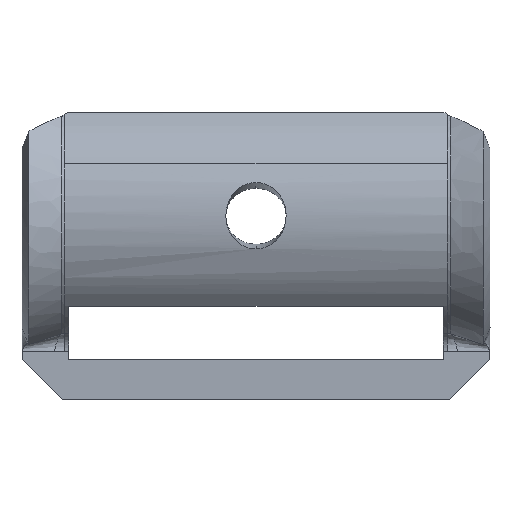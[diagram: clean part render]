
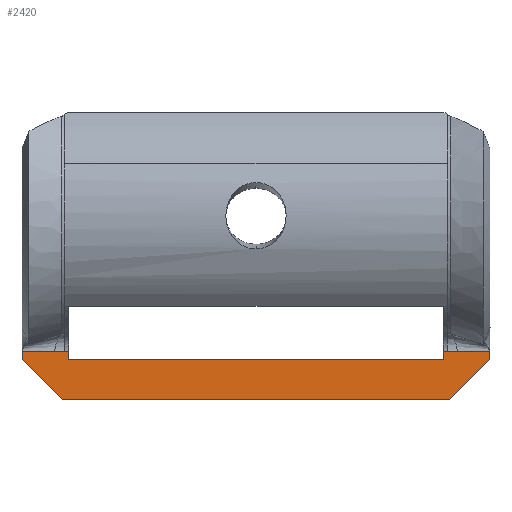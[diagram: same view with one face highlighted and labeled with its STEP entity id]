
A CAD part, front view. The second image highlights one B-rep face of the part: STEP entity #2420.
In plain terms, the highlighted planar face has unit normal (0, -1, 0).
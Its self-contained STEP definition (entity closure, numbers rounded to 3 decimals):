
#64 = CARTESIAN_POINT ( 'NONE',  ( -14.5, -1.5, 0. ) ) ;
#95 = VECTOR ( 'NONE', #980, 1000. ) ;
#171 = CARTESIAN_POINT ( 'NONE',  ( 14., -1.5, 3. ) ) ;
#172 = VERTEX_POINT ( 'NONE', #3004 ) ;
#189 = CARTESIAN_POINT ( 'NONE',  ( 14., -1.5, 3. ) ) ;
#228 = LINE ( 'NONE', #1280, #3220 ) ;
#236 = ORIENTED_EDGE ( 'NONE', *, *, #1269, .T. ) ;
#334 = CARTESIAN_POINT ( 'NONE',  ( 14.876, -1.5, 3.603 ) ) ;
#388 = CARTESIAN_POINT ( 'NONE',  ( 14.31, -1.5, 0. ) ) ;
#413 = CARTESIAN_POINT ( 'NONE',  ( 14., -1.5, 3. ) ) ;
#469 = DIRECTION ( 'NONE',  ( -1., 0., 0. ) ) ;
#476 = EDGE_CURVE ( 'NONE', #1043, #1734, #2841, .T. ) ;
#488 = ORIENTED_EDGE ( 'NONE', *, *, #2996, .F. ) ;
#509 = CARTESIAN_POINT ( 'NONE',  ( -0.095, -1.5, -14.405 ) ) ;
#539 = DIRECTION ( 'NONE',  ( 1., 0., 0. ) ) ;
#543 = DIRECTION ( 'NONE',  ( -1., 0., 0. ) ) ;
#545 = DIRECTION ( 'NONE',  ( 0., -1., 0. ) ) ;
#578 = EDGE_CURVE ( 'NONE', #3165, #1776, #1879, .T. ) ;
#606 = CARTESIAN_POINT ( 'NONE',  ( 14.5, -1.5, 0. ) ) ;
#648 = VERTEX_POINT ( 'NONE', #750 ) ;
#649 = CARTESIAN_POINT ( 'NONE',  ( -14.31, -1.5, 3.603 ) ) ;
#657 = CARTESIAN_POINT ( 'NONE',  ( 14.999, -1.5, 3.603 ) ) ;
#669 = EDGE_CURVE ( 'NONE', #1043, #3272, #2128, .T. ) ;
#677 = VECTOR ( 'NONE', #469, 1000. ) ;
#688 = ORIENTED_EDGE ( 'NONE', *, *, #1992, .T. ) ;
#698 = DIRECTION ( 'NONE',  ( -1., 0., 0. ) ) ;
#700 = VERTEX_POINT ( 'NONE', #3283 ) ;
#733 = ORIENTED_EDGE ( 'NONE', *, *, #1707, .T. ) ;
#746 = DIRECTION ( 'NONE',  ( 0., 0., -1. ) ) ;
#750 = CARTESIAN_POINT ( 'NONE',  ( -15.094, -1.5, 3.603 ) ) ;
#800 = CARTESIAN_POINT ( 'NONE',  ( 14.405, -1.5, -0.095 ) ) ;
#811 = CARTESIAN_POINT ( 'NONE',  ( 17.5, -1.5, 3. ) ) ;
#816 = LINE ( 'NONE', #2182, #3159 ) ;
#820 = CARTESIAN_POINT ( 'NONE',  ( 14.31, -1.5, 3.603 ) ) ;
#941 = ORIENTED_EDGE ( 'NONE', *, *, #1008, .F. ) ;
#966 = DIRECTION ( 'NONE',  ( 1., 0., 0. ) ) ;
#980 = DIRECTION ( 'NONE',  ( -1., 0., 0. ) ) ;
#1008 = EDGE_CURVE ( 'NONE', #3165, #2117, #2025, .T. ) ;
#1043 = VERTEX_POINT ( 'NONE', #606 ) ;
#1053 = EDGE_CURVE ( 'NONE', #700, #1905, #2945, .T. ) ;
#1056 = DIRECTION ( 'NONE',  ( 0.707, 0., -0.707 ) ) ;
#1106 = PLANE ( 'NONE',  #2694 ) ;
#1138 = LINE ( 'NONE', #820, #1689 ) ;
#1185 = CARTESIAN_POINT ( 'NONE',  ( -14., -1.5, 3. ) ) ;
#1191 = ORIENTED_EDGE ( 'NONE', *, *, #578, .T. ) ;
#1201 = CARTESIAN_POINT ( 'NONE',  ( 14.31, -1.5, 3.603 ) ) ;
#1269 = EDGE_CURVE ( 'NONE', #3437, #2117, #1587, .T. ) ;
#1280 = CARTESIAN_POINT ( 'NONE',  ( 17.5, -1.5, 0. ) ) ;
#1301 = CARTESIAN_POINT ( 'NONE',  ( 14.31, -1.5, 3.603 ) ) ;
#1319 = ORIENTED_EDGE ( 'NONE', *, *, #1053, .F. ) ;
#1356 = EDGE_CURVE ( 'NONE', #2620, #1734, #2078, .T. ) ;
#1384 = CARTESIAN_POINT ( 'NONE',  ( -17.5, -1.5, 0. ) ) ;
#1423 = VECTOR ( 'NONE', #698, 1000. ) ;
#1424 = VECTOR ( 'NONE', #3182, 1000. ) ;
#1432 = CARTESIAN_POINT ( 'NONE',  ( 15.094, -1.5, 3.603 ) ) ;
#1587 = LINE ( 'NONE', #189, #1423 ) ;
#1654 = ORIENTED_EDGE ( 'NONE', *, *, #1356, .T. ) ;
#1665 = DIRECTION ( 'NONE',  ( 0., 0., -1. ) ) ;
#1689 = VECTOR ( 'NONE', #543, 1000. ) ;
#1707 = EDGE_CURVE ( 'NONE', #700, #172, #1138, .T. ) ;
#1734 = VERTEX_POINT ( 'NONE', #64 ) ;
#1776 = VERTEX_POINT ( 'NONE', #649 ) ;
#1820 = VECTOR ( 'NONE', #2993, 1000. ) ;
#1827 = CARTESIAN_POINT ( 'NONE',  ( -17.5, -1.5, 3.603 ) ) ;
#1842 = CARTESIAN_POINT ( 'NONE',  ( 15.094, -1.5, 3.603 ) ) ;
#1843 = ORIENTED_EDGE ( 'NONE', *, *, #669, .T. ) ;
#1870 = FACE_OUTER_BOUND ( 'NONE', #3251, .T. ) ;
#1879 = LINE ( 'NONE', #1301, #677 ) ;
#1905 = VERTEX_POINT ( 'NONE', #1842 ) ;
#1992 = EDGE_CURVE ( 'NONE', #172, #3437, #2604, .T. ) ;
#2006 = CARTESIAN_POINT ( 'NONE',  ( 14.638, -1.5, 3.603 ) ) ;
#2020 = CARTESIAN_POINT ( 'NONE',  ( -14.31, -1.5, 3.603 ) ) ;
#2025 = LINE ( 'NONE', #1185, #2502 ) ;
#2078 = LINE ( 'NONE', #509, #3426 ) ;
#2091 = LINE ( 'NONE', #3197, #2292 ) ;
#2100 = VECTOR ( 'NONE', #2644, 1000. ) ;
#2117 = VERTEX_POINT ( 'NONE', #2894 ) ;
#2119 = LINE ( 'NONE', #1384, #1820 ) ;
#2128 = LINE ( 'NONE', #800, #1424 ) ;
#2145 = EDGE_CURVE ( 'NONE', #2620, #3089, #2119, .T. ) ;
#2169 = CARTESIAN_POINT ( 'NONE',  ( 17.5, -1.5, 3.603 ) ) ;
#2182 = CARTESIAN_POINT ( 'NONE',  ( -14.31, -1.5, 3.603 ) ) ;
#2228 = VECTOR ( 'NONE', #966, 1000. ) ;
#2285 = CARTESIAN_POINT ( 'NONE',  ( 14.433, -1.5, 3.603 ) ) ;
#2292 = VECTOR ( 'NONE', #3480, 1000. ) ;
#2393 = VERTEX_POINT ( 'NONE', #2169 ) ;
#2420 = ADVANCED_FACE ( 'NONE', ( #1870 ), #1106, .T. ) ;
#2502 = VECTOR ( 'NONE', #3346, 1000. ) ;
#2540 = CARTESIAN_POINT ( 'NONE',  ( -14., -1.5, 3.603 ) ) ;
#2571 = CARTESIAN_POINT ( 'NONE',  ( 14.519, -1.5, 3.603 ) ) ;
#2604 = LINE ( 'NONE', #171, #2100 ) ;
#2620 = VERTEX_POINT ( 'NONE', #3309 ) ;
#2630 = ORIENTED_EDGE ( 'NONE', *, *, #2724, .F. ) ;
#2644 = DIRECTION ( 'NONE',  ( 0., 0., -1. ) ) ;
#2649 = ORIENTED_EDGE ( 'NONE', *, *, #3407, .F. ) ;
#2694 = AXIS2_PLACEMENT_3D ( 'NONE', #2745, #545, #1665 ) ;
#2724 = EDGE_CURVE ( 'NONE', #3089, #648, #816, .T. ) ;
#2727 = ORIENTED_EDGE ( 'NONE', *, *, #2145, .F. ) ;
#2745 = CARTESIAN_POINT ( 'NONE',  ( 14.31, -1.5, 0. ) ) ;
#2801 = CARTESIAN_POINT ( 'NONE',  ( 14.363, -1.5, 3.603 ) ) ;
#2818 = CARTESIAN_POINT ( 'NONE',  ( 14.327, -1.5, 3.603 ) ) ;
#2835 = CARTESIAN_POINT ( 'NONE',  ( 15.064, -1.5, 3.603 ) ) ;
#2841 = LINE ( 'NONE', #388, #95 ) ;
#2872 = LINE ( 'NONE', #2020, #2228 ) ;
#2894 = CARTESIAN_POINT ( 'NONE',  ( -14., -1.5, 3. ) ) ;
#2931 = ORIENTED_EDGE ( 'NONE', *, *, #3079, .F. ) ;
#2945 = B_SPLINE_CURVE_WITH_KNOTS ( 'NONE', 3,
 ( #1201, #2818, #2801, #2285, #2571, #3382, #2006, #3111, #334, #657, #2835, #1432 ),
 .UNSPECIFIED., .F., .F.,
 ( 4, 1, 1, 1, 2, 1, 1, 1, 4 ),
 ( 0., 0.091, 0.183, 0.274, 0.365, 0.524, 0.683, 0.841, 1. ),
 .UNSPECIFIED. ) ;
#2993 = DIRECTION ( 'NONE',  ( 0., 0., 1. ) ) ;
#2996 = EDGE_CURVE ( 'NONE', #1905, #2393, #2091, .T. ) ;
#3004 = CARTESIAN_POINT ( 'NONE',  ( 14., -1.5, 3.603 ) ) ;
#3079 = EDGE_CURVE ( 'NONE', #2393, #3272, #228, .T. ) ;
#3089 = VERTEX_POINT ( 'NONE', #1827 ) ;
#3111 = CARTESIAN_POINT ( 'NONE',  ( 14.73, -1.5, 3.603 ) ) ;
#3159 = VECTOR ( 'NONE', #539, 1000. ) ;
#3165 = VERTEX_POINT ( 'NONE', #2540 ) ;
#3182 = DIRECTION ( 'NONE',  ( 0.707, 0., 0.707 ) ) ;
#3197 = CARTESIAN_POINT ( 'NONE',  ( 14.31, -1.5, 3.603 ) ) ;
#3220 = VECTOR ( 'NONE', #746, 1000. ) ;
#3251 = EDGE_LOOP ( 'NONE', ( #2727, #1654, #3524, #1843, #2931, #488, #1319, #733, #688, #236, #941, #1191, #2649, #2630 ) ) ;
#3272 = VERTEX_POINT ( 'NONE', #811 ) ;
#3283 = CARTESIAN_POINT ( 'NONE',  ( 14.31, -1.5, 3.603 ) ) ;
#3309 = CARTESIAN_POINT ( 'NONE',  ( -17.5, -1.5, 3. ) ) ;
#3346 = DIRECTION ( 'NONE',  ( 0., 0., -1. ) ) ;
#3382 = CARTESIAN_POINT ( 'NONE',  ( 14.573, -1.5, 3.603 ) ) ;
#3407 = EDGE_CURVE ( 'NONE', #648, #1776, #2872, .T. ) ;
#3426 = VECTOR ( 'NONE', #1056, 1000. ) ;
#3437 = VERTEX_POINT ( 'NONE', #413 ) ;
#3480 = DIRECTION ( 'NONE',  ( 1., 0., 0. ) ) ;
#3524 = ORIENTED_EDGE ( 'NONE', *, *, #476, .F. ) ;
